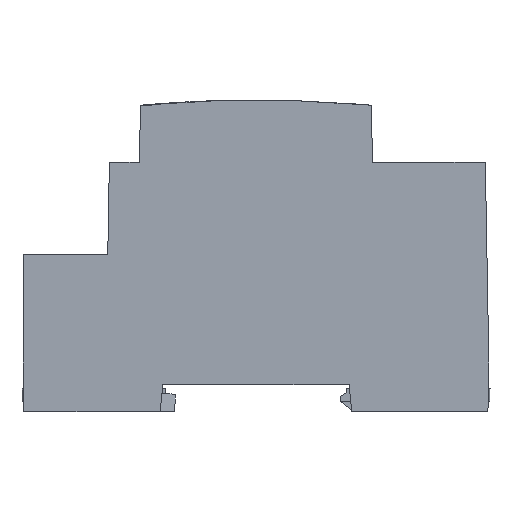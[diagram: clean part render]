
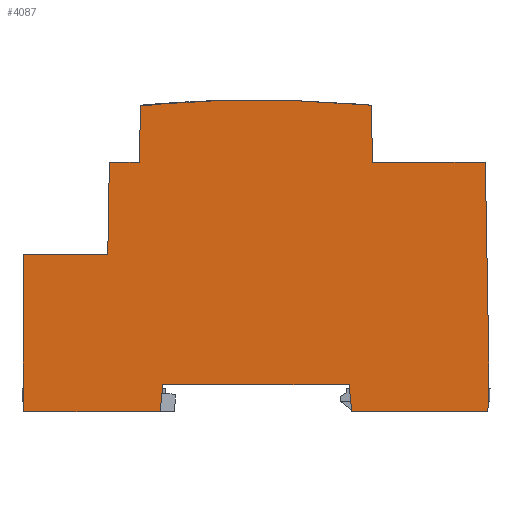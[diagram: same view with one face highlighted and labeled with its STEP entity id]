
A CAD part, left-side view. The second image highlights one B-rep face of the part: STEP entity #4087.
In plain terms, the highlighted planar face has unit normal (-1, 0, 0).
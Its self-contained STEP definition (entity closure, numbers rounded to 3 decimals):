
#2244=AXIS2_PLACEMENT_3D('Circle Axis2P3D',#2242,#2243,$) ;
#4050=AXIS2_PLACEMENT_3D('Plane Axis2P3D',#4047,#4048,#4049) ;
#216=CARTESIAN_POINT('Line Origine',(0.,90.112,4.8)) ;
#220=CARTESIAN_POINT('Vertex',(0.,90.028,0.)) ;
#222=CARTESIAN_POINT('Vertex',(0.,90.195,9.6)) ;
#282=CARTESIAN_POINT('Line Origine',(0.,90.195,20.)) ;
#286=CARTESIAN_POINT('Vertex',(0.,90.195,30.4)) ;
#307=CARTESIAN_POINT('Line Origine',(0.,82.014,30.4)) ;
#311=CARTESIAN_POINT('Vertex',(0.,73.832,30.4)) ;
#1440=CARTESIAN_POINT('Vertex',(0.,73.522,48.2)) ;
#1443=CARTESIAN_POINT('Line Origine',(0.,72.539,48.2)) ;
#1447=CARTESIAN_POINT('Vertex',(0.,71.556,48.2)) ;
#1450=CARTESIAN_POINT('Line Origine',(0.,69.635,48.2)) ;
#1454=CARTESIAN_POINT('Vertex',(0.,67.713,48.2)) ;
#2239=CARTESIAN_POINT('Vertex',(0.,67.521,59.2)) ;
#2242=CARTESIAN_POINT('Axis2P3D Location',(0.,45.213,-189.803)) ;
#2246=CARTESIAN_POINT('Vertex',(0.,22.905,59.2)) ;
#2861=CARTESIAN_POINT('Vertex',(0.,22.713,48.2)) ;
#2864=CARTESIAN_POINT('Line Origine',(0.,12.791,48.2)) ;
#2868=CARTESIAN_POINT('Vertex',(0.,2.87,48.2)) ;
#2871=CARTESIAN_POINT('Line Origine',(0.,1.887,48.2)) ;
#2875=CARTESIAN_POINT('Vertex',(0.,0.904,48.2)) ;
#3162=CARTESIAN_POINT('Line Origine',(0.,0.567,28.9)) ;
#3166=CARTESIAN_POINT('Vertex',(0.,0.23,9.6)) ;
#3447=CARTESIAN_POINT('Vertex',(0.,0.398,0.)) ;
#3450=CARTESIAN_POINT('Line Origine',(0.,0.314,4.8)) ;
#3509=CARTESIAN_POINT('Line Origine',(0.,13.555,0.)) ;
#3513=CARTESIAN_POINT('Vertex',(0.,26.712,0.)) ;
#3601=CARTESIAN_POINT('Line Origine',(0.,26.963,2.599)) ;
#3605=CARTESIAN_POINT('Vertex',(0.,27.213,5.197)) ;
#3677=CARTESIAN_POINT('Line Origine',(0.,45.213,5.197)) ;
#3681=CARTESIAN_POINT('Vertex',(0.,63.213,5.197)) ;
#3866=CARTESIAN_POINT('Line Origine',(0.,63.463,2.599)) ;
#3870=CARTESIAN_POINT('Vertex',(0.,63.713,0.)) ;
#3996=CARTESIAN_POINT('Line Origine',(0.,76.871,0.)) ;
#4047=CARTESIAN_POINT('Axis2P3D Location',(0.,90.195,30.4)) ;
#4052=CARTESIAN_POINT('Line Origine',(0.,22.809,53.7)) ;
#4057=CARTESIAN_POINT('Line Origine',(0.,67.617,53.7)) ;
#4062=CARTESIAN_POINT('Line Origine',(0.,73.677,39.3)) ;
#217=DIRECTION('Vector Direction',(0.,0.017,1.)) ;
#283=DIRECTION('Vector Direction',(0.,0.,-1.)) ;
#308=DIRECTION('Vector Direction',(0.,-1.,0.)) ;
#1444=DIRECTION('Vector Direction',(0.,1.,0.)) ;
#1451=DIRECTION('Vector Direction',(0.,1.,0.)) ;
#2243=DIRECTION('Axis2P3D Direction',(1.,0.,0.)) ;
#2865=DIRECTION('Vector Direction',(0.,1.,0.)) ;
#2872=DIRECTION('Vector Direction',(0.,1.,0.)) ;
#3163=DIRECTION('Vector Direction',(0.,0.017,1.)) ;
#3451=DIRECTION('Vector Direction',(0.,0.017,-1.)) ;
#3510=DIRECTION('Vector Direction',(0.,1.,0.)) ;
#3602=DIRECTION('Vector Direction',(0.,-0.096,-0.995)) ;
#3678=DIRECTION('Vector Direction',(0.,-1.,0.)) ;
#3867=DIRECTION('Vector Direction',(0.,-0.096,0.995)) ;
#3997=DIRECTION('Vector Direction',(0.,1.,0.)) ;
#4048=DIRECTION('Axis2P3D Direction',(1.,0.,0.)) ;
#4049=DIRECTION('Axis2P3D XDirection',(0.,-1.,0.)) ;
#4053=DIRECTION('Vector Direction',(0.,-0.017,-1.)) ;
#4058=DIRECTION('Vector Direction',(0.,-0.017,1.)) ;
#4063=DIRECTION('Vector Direction',(0.,-0.017,1.)) ;
#218=VECTOR('Line Direction',#217,1.) ;
#284=VECTOR('Line Direction',#283,1.) ;
#309=VECTOR('Line Direction',#308,1.) ;
#1445=VECTOR('Line Direction',#1444,1.) ;
#1452=VECTOR('Line Direction',#1451,1.) ;
#2866=VECTOR('Line Direction',#2865,1.) ;
#2873=VECTOR('Line Direction',#2872,1.) ;
#3164=VECTOR('Line Direction',#3163,1.) ;
#3452=VECTOR('Line Direction',#3451,1.) ;
#3511=VECTOR('Line Direction',#3510,1.) ;
#3603=VECTOR('Line Direction',#3602,1.) ;
#3679=VECTOR('Line Direction',#3678,1.) ;
#3868=VECTOR('Line Direction',#3867,1.) ;
#3998=VECTOR('Line Direction',#3997,1.) ;
#4054=VECTOR('Line Direction',#4053,1.) ;
#4059=VECTOR('Line Direction',#4058,1.) ;
#4064=VECTOR('Line Direction',#4063,1.) ;
#4068=ORIENTED_EDGE('',*,*,#224,.F.) ;
#4069=ORIENTED_EDGE('',*,*,#4000,.T.) ;
#4070=ORIENTED_EDGE('',*,*,#3872,.F.) ;
#4071=ORIENTED_EDGE('',*,*,#3683,.T.) ;
#4072=ORIENTED_EDGE('',*,*,#3607,.F.) ;
#4073=ORIENTED_EDGE('',*,*,#3515,.T.) ;
#4074=ORIENTED_EDGE('',*,*,#3454,.F.) ;
#4075=ORIENTED_EDGE('',*,*,#3168,.F.) ;
#4076=ORIENTED_EDGE('',*,*,#2877,.F.) ;
#4077=ORIENTED_EDGE('',*,*,#2870,.T.) ;
#4078=ORIENTED_EDGE('',*,*,#4056,.F.) ;
#4079=ORIENTED_EDGE('',*,*,#2248,.F.) ;
#4080=ORIENTED_EDGE('',*,*,#4061,.F.) ;
#4081=ORIENTED_EDGE('',*,*,#1456,.T.) ;
#4082=ORIENTED_EDGE('',*,*,#1449,.F.) ;
#4083=ORIENTED_EDGE('',*,*,#4066,.F.) ;
#4084=ORIENTED_EDGE('',*,*,#313,.F.) ;
#4085=ORIENTED_EDGE('',*,*,#288,.T.) ;
#4087=ADVANCED_FACE('GEHAEUSE',(#4086),#4051,.F.) ;
#2245=CIRCLE('generated circle',#2244,250.) ;
#224=EDGE_CURVE('',#221,#223,#219,.T.) ;
#288=EDGE_CURVE('',#287,#223,#285,.T.) ;
#313=EDGE_CURVE('',#287,#312,#310,.T.) ;
#1449=EDGE_CURVE('',#1441,#1448,#1446,.F.) ;
#1456=EDGE_CURVE('',#1455,#1448,#1453,.T.) ;
#2248=EDGE_CURVE('',#2240,#2247,#2245,.T.) ;
#2870=EDGE_CURVE('',#2869,#2862,#2867,.T.) ;
#2877=EDGE_CURVE('',#2869,#2876,#2874,.F.) ;
#3168=EDGE_CURVE('',#2876,#3167,#3165,.F.) ;
#3454=EDGE_CURVE('',#3167,#3448,#3453,.T.) ;
#3515=EDGE_CURVE('',#3514,#3448,#3512,.F.) ;
#3607=EDGE_CURVE('',#3514,#3606,#3604,.F.) ;
#3683=EDGE_CURVE('',#3682,#3606,#3680,.T.) ;
#3872=EDGE_CURVE('',#3682,#3871,#3869,.F.) ;
#4000=EDGE_CURVE('',#221,#3871,#3999,.F.) ;
#4056=EDGE_CURVE('',#2247,#2862,#4055,.T.) ;
#4061=EDGE_CURVE('',#1455,#2240,#4060,.T.) ;
#4066=EDGE_CURVE('',#312,#1441,#4065,.T.) ;
#4067=EDGE_LOOP('',(#4068,#4069,#4070,#4071,#4072,#4073,#4074,#4075,#4076,#4077,#4078,#4079,#4080,#4081,#4082,#4083,#4084,#4085)) ;
#4086=FACE_OUTER_BOUND('',#4067,.T.) ;
#219=LINE('Line',#216,#218) ;
#285=LINE('Line',#282,#284) ;
#310=LINE('Line',#307,#309) ;
#1446=LINE('Line',#1443,#1445) ;
#1453=LINE('Line',#1450,#1452) ;
#2867=LINE('Line',#2864,#2866) ;
#2874=LINE('Line',#2871,#2873) ;
#3165=LINE('Line',#3162,#3164) ;
#3453=LINE('Line',#3450,#3452) ;
#3512=LINE('Line',#3509,#3511) ;
#3604=LINE('Line',#3601,#3603) ;
#3680=LINE('Line',#3677,#3679) ;
#3869=LINE('Line',#3866,#3868) ;
#3999=LINE('Line',#3996,#3998) ;
#4055=LINE('Line',#4052,#4054) ;
#4060=LINE('Line',#4057,#4059) ;
#4065=LINE('Line',#4062,#4064) ;
#4051=PLANE('',#4050) ;
#221=VERTEX_POINT('',#220) ;
#223=VERTEX_POINT('',#222) ;
#287=VERTEX_POINT('',#286) ;
#312=VERTEX_POINT('',#311) ;
#1441=VERTEX_POINT('',#1440) ;
#1448=VERTEX_POINT('',#1447) ;
#1455=VERTEX_POINT('',#1454) ;
#2240=VERTEX_POINT('',#2239) ;
#2247=VERTEX_POINT('',#2246) ;
#2862=VERTEX_POINT('',#2861) ;
#2869=VERTEX_POINT('',#2868) ;
#2876=VERTEX_POINT('',#2875) ;
#3167=VERTEX_POINT('',#3166) ;
#3448=VERTEX_POINT('',#3447) ;
#3514=VERTEX_POINT('',#3513) ;
#3606=VERTEX_POINT('',#3605) ;
#3682=VERTEX_POINT('',#3681) ;
#3871=VERTEX_POINT('',#3870) ;
